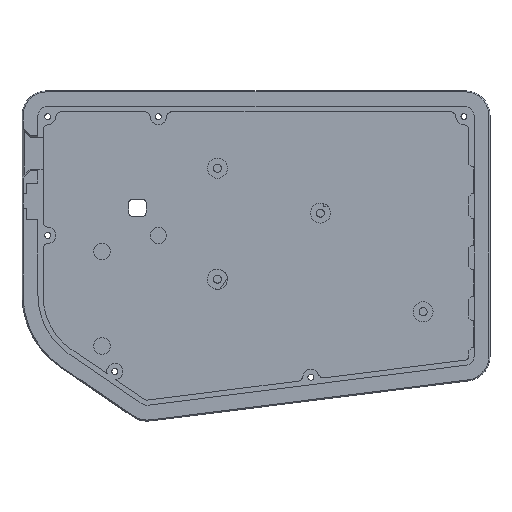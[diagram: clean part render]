
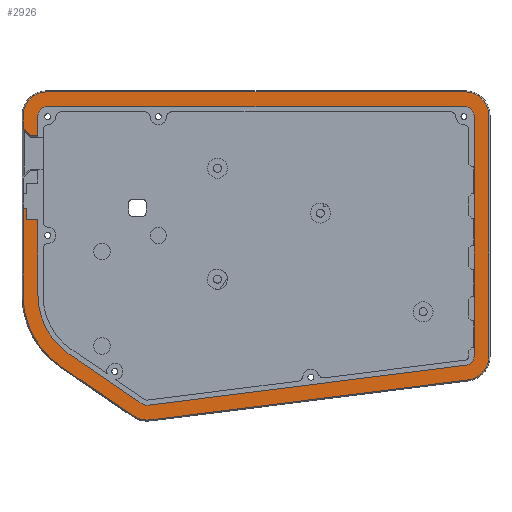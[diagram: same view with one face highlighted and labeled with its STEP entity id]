
A CAD part, top view. The second image highlights one B-rep face of the part: STEP entity #2926.
In plain terms, the highlighted planar face has unit normal (0, 0, 1).
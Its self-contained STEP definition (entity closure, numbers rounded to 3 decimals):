
#835 = VERTEX_POINT('',#836);
#836 = CARTESIAN_POINT('',(-54.3,42.88,-3.));
#842 = EDGE_CURVE('',#835,#843,#845,.T.);
#843 = VERTEX_POINT('',#844);
#844 = CARTESIAN_POINT('',(-55.55,42.88,-3.));
#845 = LINE('',#846,#847);
#846 = CARTESIAN_POINT('',(-27.975,42.88,-3.));
#847 = VECTOR('',#848,1.);
#848 = DIRECTION('',(-1.,0.,0.));
#888 = EDGE_CURVE('',#889,#835,#891,.T.);
#889 = VERTEX_POINT('',#890);
#890 = CARTESIAN_POINT('',(-54.3,38.6,-3.));
#891 = LINE('',#892,#893);
#892 = CARTESIAN_POINT('',(-54.3,26.1,-3.));
#893 = VECTOR('',#894,1.);
#894 = DIRECTION('',(0.,1.,0.));
#945 = VERTEX_POINT('',#946);
#946 = CARTESIAN_POINT('',(-50.05,38.6,-3.));
#952 = EDGE_CURVE('',#945,#889,#953,.T.);
#953 = LINE('',#954,#955);
#954 = CARTESIAN_POINT('',(-27.15,38.6,-3.));
#955 = VECTOR('',#956,1.);
#956 = DIRECTION('',(-1.,0.,0.));
#1008 = EDGE_CURVE('',#1009,#945,#1011,.T.);
#1009 = VERTEX_POINT('',#1010);
#1010 = CARTESIAN_POINT('',(-50.05,10.664,-3.));
#1011 = LINE('',#1012,#1013);
#1012 = CARTESIAN_POINT('',(-50.05,10.664,-3.));
#1013 = VECTOR('',#1014,1.);
#1014 = DIRECTION('',(0.,1.,0.));
#1082 = VERTEX_POINT('',#1083);
#1083 = CARTESIAN_POINT('',(-38.493,-11.168,-3.));
#1089 = EDGE_CURVE('',#1009,#1082,#1090,.T.);
#1090 = CIRCLE('',#1091,26.4);
#1091 = AXIS2_PLACEMENT_3D('',#1092,#1093,#1094);
#1092 = CARTESIAN_POINT('',(-23.65,10.664,-3.));
#1093 = DIRECTION('',(0.,0.,1.));
#1094 = DIRECTION('',(1.,0.,0.));
#1130 = VERTEX_POINT('',#1131);
#1131 = CARTESIAN_POINT('',(-11.48,-29.533,-3.));
#1139 = EDGE_CURVE('',#1130,#1082,#1140,.T.);
#1140 = LINE('',#1141,#1142);
#1141 = CARTESIAN_POINT('',(-11.48,-29.533,-3.));
#1142 = VECTOR('',#1143,1.);
#1143 = DIRECTION('',(-0.827,0.562,0.));
#1191 = VERTEX_POINT('',#1192);
#1192 = CARTESIAN_POINT('',(-9.213,-30.078,-3.));
#1198 = EDGE_CURVE('',#1130,#1191,#1199,.T.);
#1199 = CIRCLE('',#1200,3.3);
#1200 = AXIS2_PLACEMENT_3D('',#1201,#1202,#1203);
#1201 = CARTESIAN_POINT('',(-9.625,-26.804,-3.));
#1202 = DIRECTION('',(0.,0.,1.));
#1203 = DIRECTION('',(1.,0.,0.));
#1216 = VERTEX_POINT('',#1217);
#1217 = CARTESIAN_POINT('',(108.662,-15.228,-3.));
#1223 = EDGE_CURVE('',#1191,#1216,#1224,.T.);
#1224 = LINE('',#1225,#1226);
#1225 = CARTESIAN_POINT('',(-9.213,-30.078,-3.));
#1226 = VECTOR('',#1227,1.);
#1227 = DIRECTION('',(0.992,0.125,0.));
#1265 = VERTEX_POINT('',#1266);
#1266 = CARTESIAN_POINT('',(111.55,-11.954,-3.));
#1272 = EDGE_CURVE('',#1216,#1265,#1273,.T.);
#1273 = CIRCLE('',#1274,3.3);
#1274 = AXIS2_PLACEMENT_3D('',#1275,#1276,#1277);
#1275 = CARTESIAN_POINT('',(108.25,-11.954,-3.));
#1276 = DIRECTION('',(0.,0.,1.));
#1277 = DIRECTION('',(1.,0.,0.));
#1312 = VERTEX_POINT('',#1313);
#1313 = CARTESIAN_POINT('',(111.55,77.2,-3.));
#1321 = EDGE_CURVE('',#1312,#1265,#1322,.T.);
#1322 = LINE('',#1323,#1324);
#1323 = CARTESIAN_POINT('',(111.55,77.2,-3.));
#1324 = VECTOR('',#1325,1.);
#1325 = DIRECTION('',(0.,-1.,0.));
#1363 = VERTEX_POINT('',#1364);
#1364 = CARTESIAN_POINT('',(108.25,80.5,-3.));
#1370 = EDGE_CURVE('',#1312,#1363,#1371,.T.);
#1371 = CIRCLE('',#1372,3.3);
#1372 = AXIS2_PLACEMENT_3D('',#1373,#1374,#1375);
#1373 = CARTESIAN_POINT('',(108.25,77.2,-3.));
#1374 = DIRECTION('',(0.,0.,1.));
#1375 = DIRECTION('',(1.,0.,0.));
#1410 = VERTEX_POINT('',#1411);
#1411 = CARTESIAN_POINT('',(-46.75,80.5,-3.));
#1419 = EDGE_CURVE('',#1410,#1363,#1420,.T.);
#1420 = LINE('',#1421,#1422);
#1421 = CARTESIAN_POINT('',(-46.75,80.5,-3.));
#1422 = VECTOR('',#1423,1.);
#1423 = DIRECTION('',(1.,0.,0.));
#1471 = VERTEX_POINT('',#1472);
#1472 = CARTESIAN_POINT('',(-50.05,77.2,-3.));
#1478 = EDGE_CURVE('',#1410,#1471,#1479,.T.);
#1479 = CIRCLE('',#1480,3.3);
#1480 = AXIS2_PLACEMENT_3D('',#1481,#1482,#1483);
#1481 = CARTESIAN_POINT('',(-46.75,77.2,-3.));
#1482 = DIRECTION('',(0.,0.,1.));
#1483 = DIRECTION('',(1.,0.,0.));
#1493 = EDGE_CURVE('',#1494,#1471,#1496,.T.);
#1494 = VERTEX_POINT('',#1495);
#1495 = CARTESIAN_POINT('',(-50.05,69.66,-3.));
#1496 = LINE('',#1497,#1498);
#1497 = CARTESIAN_POINT('',(-50.05,10.664,-3.));
#1498 = VECTOR('',#1499,1.);
#1499 = DIRECTION('',(0.,1.,0.));
#2926 = ADVANCED_FACE('',(#2927),#3050,.T.);
#2927 = FACE_BOUND('',#2928,.T.);
#2928 = EDGE_LOOP('',(#2929,#2939,#2947,#2953,#2954,#2955,#2956,#2957,
    #2958,#2959,#2960,#2961,#2962,#2963,#2964,#2965,#2966,#2967,#2975,
    #2984,#2992,#3001,#3009,#3018,#3026,#3035,#3043));
#2929 = ORIENTED_EDGE('',*,*,#2930,.F.);
#2930 = EDGE_CURVE('',#2931,#2933,#2935,.T.);
#2931 = VERTEX_POINT('',#2932);
#2932 = CARTESIAN_POINT('',(-55.55,72.426,-3.));
#2933 = VERTEX_POINT('',#2934);
#2934 = CARTESIAN_POINT('',(-55.55,77.2,-3.));
#2935 = LINE('',#2936,#2937);
#2936 = CARTESIAN_POINT('',(-55.55,72.26,-3.));
#2937 = VECTOR('',#2938,1.);
#2938 = DIRECTION('',(0.,1.,0.));
#2939 = ORIENTED_EDGE('',*,*,#2940,.F.);
#2940 = EDGE_CURVE('',#2941,#2931,#2943,.T.);
#2941 = VERTEX_POINT('',#2942);
#2942 = CARTESIAN_POINT('',(-52.784,69.66,-3.));
#2943 = LINE('',#2944,#2945);
#2944 = CARTESIAN_POINT('',(-52.667,69.543,-3.));
#2945 = VECTOR('',#2946,1.);
#2946 = DIRECTION('',(-0.707,0.707,0.));
#2947 = ORIENTED_EDGE('',*,*,#2948,.T.);
#2948 = EDGE_CURVE('',#2941,#1494,#2949,.T.);
#2949 = LINE('',#2950,#2951);
#2950 = CARTESIAN_POINT('',(-52.95,69.66,-3.));
#2951 = VECTOR('',#2952,1.);
#2952 = DIRECTION('',(1.,0.,0.));
#2953 = ORIENTED_EDGE('',*,*,#1493,.T.);
#2954 = ORIENTED_EDGE('',*,*,#1478,.F.);
#2955 = ORIENTED_EDGE('',*,*,#1419,.T.);
#2956 = ORIENTED_EDGE('',*,*,#1370,.F.);
#2957 = ORIENTED_EDGE('',*,*,#1321,.T.);
#2958 = ORIENTED_EDGE('',*,*,#1272,.F.);
#2959 = ORIENTED_EDGE('',*,*,#1223,.F.);
#2960 = ORIENTED_EDGE('',*,*,#1198,.F.);
#2961 = ORIENTED_EDGE('',*,*,#1139,.T.);
#2962 = ORIENTED_EDGE('',*,*,#1089,.F.);
#2963 = ORIENTED_EDGE('',*,*,#1008,.T.);
#2964 = ORIENTED_EDGE('',*,*,#952,.T.);
#2965 = ORIENTED_EDGE('',*,*,#888,.T.);
#2966 = ORIENTED_EDGE('',*,*,#842,.T.);
#2967 = ORIENTED_EDGE('',*,*,#2968,.F.);
#2968 = EDGE_CURVE('',#2969,#843,#2971,.T.);
#2969 = VERTEX_POINT('',#2970);
#2970 = CARTESIAN_POINT('',(-55.55,10.664,-3.));
#2971 = LINE('',#2972,#2973);
#2972 = CARTESIAN_POINT('',(-55.55,10.664,-3.));
#2973 = VECTOR('',#2974,1.);
#2974 = DIRECTION('',(0.,1.,0.));
#2975 = ORIENTED_EDGE('',*,*,#2976,.F.);
#2976 = EDGE_CURVE('',#2977,#2969,#2979,.T.);
#2977 = VERTEX_POINT('',#2978);
#2978 = CARTESIAN_POINT('',(-41.585,-15.717,-3.));
#2979 = CIRCLE('',#2980,31.9);
#2980 = AXIS2_PLACEMENT_3D('',#2981,#2982,#2983);
#2981 = CARTESIAN_POINT('',(-23.65,10.664,-3.));
#2982 = DIRECTION('',(-0.,0.,-1.));
#2983 = DIRECTION('',(-0.562,-0.827,0.));
#2984 = ORIENTED_EDGE('',*,*,#2985,.F.);
#2985 = EDGE_CURVE('',#2986,#2977,#2988,.T.);
#2986 = VERTEX_POINT('',#2987);
#2987 = CARTESIAN_POINT('',(-14.573,-34.081,-3.));
#2988 = LINE('',#2989,#2990);
#2989 = CARTESIAN_POINT('',(-14.573,-34.081,-3.));
#2990 = VECTOR('',#2991,1.);
#2991 = DIRECTION('',(-0.827,0.562,0.));
#2992 = ORIENTED_EDGE('',*,*,#2993,.F.);
#2993 = EDGE_CURVE('',#2994,#2986,#2996,.T.);
#2994 = VERTEX_POINT('',#2995);
#2995 = CARTESIAN_POINT('',(-8.525,-35.535,-3.));
#2996 = CIRCLE('',#2997,8.8);
#2997 = AXIS2_PLACEMENT_3D('',#2998,#2999,#3000);
#2998 = CARTESIAN_POINT('',(-9.625,-26.804,-3.));
#2999 = DIRECTION('',(0.,-0.,-1.));
#3000 = DIRECTION('',(0.125,-0.992,0.));
#3001 = ORIENTED_EDGE('',*,*,#3002,.F.);
#3002 = EDGE_CURVE('',#3003,#2994,#3005,.T.);
#3003 = VERTEX_POINT('',#3004);
#3004 = CARTESIAN_POINT('',(109.35,-20.685,-3.));
#3005 = LINE('',#3006,#3007);
#3006 = CARTESIAN_POINT('',(109.35,-20.685,-3.));
#3007 = VECTOR('',#3008,1.);
#3008 = DIRECTION('',(-0.992,-0.125,0.));
#3009 = ORIENTED_EDGE('',*,*,#3010,.F.);
#3010 = EDGE_CURVE('',#3011,#3003,#3013,.T.);
#3011 = VERTEX_POINT('',#3012);
#3012 = CARTESIAN_POINT('',(117.05,-11.954,-3.));
#3013 = CIRCLE('',#3014,8.8);
#3014 = AXIS2_PLACEMENT_3D('',#3015,#3016,#3017);
#3015 = CARTESIAN_POINT('',(108.25,-11.954,-3.));
#3016 = DIRECTION('',(0.,-0.,-1.));
#3017 = DIRECTION('',(1.,0.,0.));
#3018 = ORIENTED_EDGE('',*,*,#3019,.F.);
#3019 = EDGE_CURVE('',#3020,#3011,#3022,.T.);
#3020 = VERTEX_POINT('',#3021);
#3021 = CARTESIAN_POINT('',(117.05,77.2,-3.));
#3022 = LINE('',#3023,#3024);
#3023 = CARTESIAN_POINT('',(117.05,77.2,-3.));
#3024 = VECTOR('',#3025,1.);
#3025 = DIRECTION('',(0.,-1.,0.));
#3026 = ORIENTED_EDGE('',*,*,#3027,.F.);
#3027 = EDGE_CURVE('',#3028,#3020,#3030,.T.);
#3028 = VERTEX_POINT('',#3029);
#3029 = CARTESIAN_POINT('',(108.25,86.,-3.));
#3030 = CIRCLE('',#3031,8.8);
#3031 = AXIS2_PLACEMENT_3D('',#3032,#3033,#3034);
#3032 = CARTESIAN_POINT('',(108.25,77.2,-3.));
#3033 = DIRECTION('',(0.,0.,-1.));
#3034 = DIRECTION('',(0.,1.,0.));
#3035 = ORIENTED_EDGE('',*,*,#3036,.F.);
#3036 = EDGE_CURVE('',#3037,#3028,#3039,.T.);
#3037 = VERTEX_POINT('',#3038);
#3038 = CARTESIAN_POINT('',(-46.75,86.,-3.));
#3039 = LINE('',#3040,#3041);
#3040 = CARTESIAN_POINT('',(-46.75,86.,-3.));
#3041 = VECTOR('',#3042,1.);
#3042 = DIRECTION('',(1.,0.,0.));
#3043 = ORIENTED_EDGE('',*,*,#3044,.F.);
#3044 = EDGE_CURVE('',#2933,#3037,#3045,.T.);
#3045 = CIRCLE('',#3046,8.8);
#3046 = AXIS2_PLACEMENT_3D('',#3047,#3048,#3049);
#3047 = CARTESIAN_POINT('',(-46.75,77.2,-3.));
#3048 = DIRECTION('',(0.,0.,-1.));
#3049 = DIRECTION('',(-1.,0.,0.));
#3050 = PLANE('',#3051);
#3051 = AXIS2_PLACEMENT_3D('',#3052,#3053,#3054);
#3052 = CARTESIAN_POINT('',(0.,0.,-3.));
#3053 = DIRECTION('',(0.,0.,1.));
#3054 = DIRECTION('',(1.,0.,0.));
